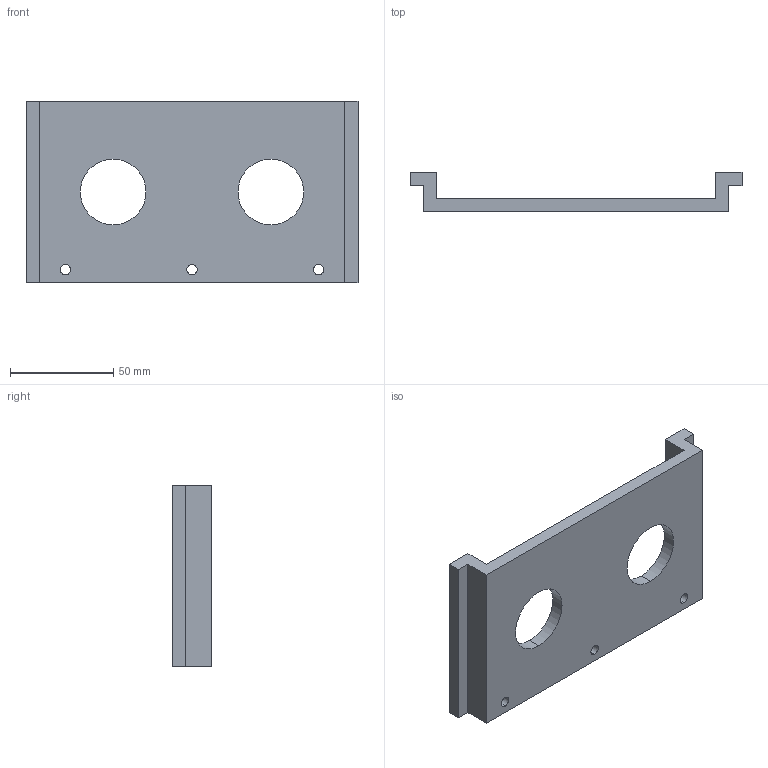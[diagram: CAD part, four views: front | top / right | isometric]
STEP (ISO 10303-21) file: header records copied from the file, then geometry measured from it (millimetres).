
FILE_DESCRIPTION (( 'STEP AP203' ), '1' );
FILE_NAME ('ControlTopShelf.STEP', '2024-11-26T21:26:13', ( '' ), ( '' ), 'SwSTEP 2.0', 'SolidWorks 2024', '' );
FILE_SCHEMA (( 'CONFIG_CONTROL_DESIGN' ));
Length unit declared in the file: inch
Products named in the file (1): ControlTopShelf
Bounding box: 160.4 x 19.05 x 87.7 mm (x, y, z)
Volume: 92782.3 mm3; surface area: 34943.4 mm2
Topology: 1 solids, 1 shells, 397 faces, 1056 edges, 704 vertices
Faces by surface type: plane 259, bspline 128, cylinder 10
Entity records: 18717 total; most frequent: CARTESIAN_POINT 9582, ORIENTED_EDGE 2112, DIRECTION 1360, EDGE_CURVE 1056, LINE 780, VECTOR 780, VERTEX_POINT 704, EDGE_LOOP 450
